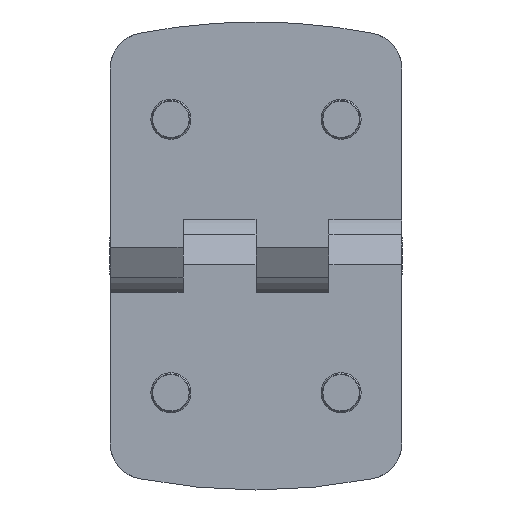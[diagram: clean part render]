
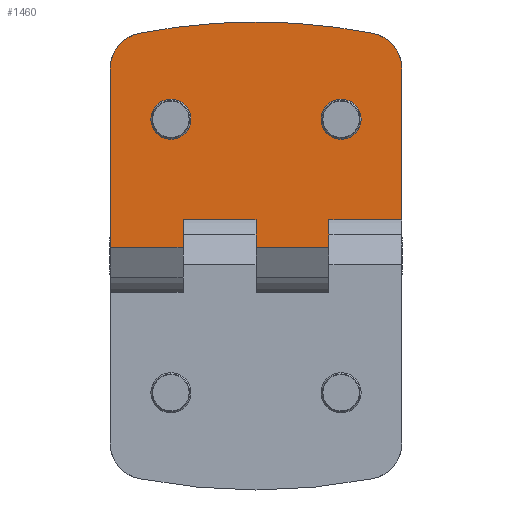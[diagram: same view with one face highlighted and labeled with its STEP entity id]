
A CAD part, left-side view. The second image highlights one B-rep face of the part: STEP entity #1460.
In plain terms, the highlighted planar face has unit normal (-1, 0, 0).
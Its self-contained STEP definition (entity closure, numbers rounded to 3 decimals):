
#92 = ORIENTED_EDGE ( 'NONE', *, *, #412, .T. ) ;
#132 = CARTESIAN_POINT ( 'NONE',  ( 0., 19.149, 36.649 ) ) ;
#137 = CIRCLE ( 'NONE', #949, 3.3 ) ;
#149 = FACE_OUTER_BOUND ( 'NONE', #2770, .T. ) ;
#164 = ORIENTED_EDGE ( 'NONE', *, *, #3882, .T. ) ;
#194 = CARTESIAN_POINT ( 'NONE',  ( 0., -14., 25.8 ) ) ;
#201 = VERTEX_POINT ( 'NONE', #2889 ) ;
#280 = EDGE_LOOP ( 'NONE', ( #1563, #2711 ) ) ;
#318 = DIRECTION ( 'NONE',  ( 0., 0., 1. ) ) ;
#326 = DIRECTION ( 'NONE',  ( 0., 0., 1. ) ) ;
#353 = ORIENTED_EDGE ( 'NONE', *, *, #3926, .F. ) ;
#363 = VERTEX_POINT ( 'NONE', #132 ) ;
#378 = DIRECTION ( 'NONE',  ( -1., 0., 0. ) ) ;
#401 = DIRECTION ( 'NONE',  ( 1., 0., 0. ) ) ;
#411 = ORIENTED_EDGE ( 'NONE', *, *, #4499, .T. ) ;
#412 = EDGE_CURVE ( 'NONE', #201, #5030, #4396, .T. ) ;
#419 = VERTEX_POINT ( 'NONE', #3448 ) ;
#435 = VECTOR ( 'NONE', #1341, 1000. ) ;
#573 = PLANE ( 'NONE',  #2819 ) ;
#632 = DIRECTION ( 'NONE',  ( -1., 0., 0. ) ) ;
#645 = DIRECTION ( 'NONE',  ( 0., -1., 0. ) ) ;
#767 = CARTESIAN_POINT ( 'NONE',  ( 0., -24., 30.761 ) ) ;
#809 = EDGE_LOOP ( 'NONE', ( #3306, #92 ) ) ;
#876 = ORIENTED_EDGE ( 'NONE', *, *, #914, .T. ) ;
#877 = AXIS2_PLACEMENT_3D ( 'NONE', #5233, #3174, #326 ) ;
#914 = EDGE_CURVE ( 'NONE', #1973, #2081, #3987, .T. ) ;
#934 = ORIENTED_EDGE ( 'NONE', *, *, #2311, .F. ) ;
#948 = VECTOR ( 'NONE', #2010, 1000. ) ;
#949 = AXIS2_PLACEMENT_3D ( 'NONE', #2920, #3384, #4550 ) ;
#976 = VERTEX_POINT ( 'NONE', #3742 ) ;
#1008 = DIRECTION ( 'NONE',  ( 0., 0., 1. ) ) ;
#1073 = VECTOR ( 'NONE', #645, 1000. ) ;
#1081 = VECTOR ( 'NONE', #2099, 1000. ) ;
#1190 = AXIS2_PLACEMENT_3D ( 'NONE', #4916, #401, #4503 ) ;
#1217 = LINE ( 'NONE', #4533, #1081 ) ;
#1231 = AXIS2_PLACEMENT_3D ( 'NONE', #1372, #632, #1407 ) ;
#1278 = DIRECTION ( 'NONE',  ( 1., 0., 0. ) ) ;
#1279 = CARTESIAN_POINT ( 'NONE',  ( 0., 0., 1.415 ) ) ;
#1285 = LINE ( 'NONE', #2194, #5333 ) ;
#1341 = DIRECTION ( 'NONE',  ( 0., 1., 0. ) ) ;
#1372 = CARTESIAN_POINT ( 'NONE',  ( 0., -18., 30.761 ) ) ;
#1385 = VERTEX_POINT ( 'NONE', #3340 ) ;
#1396 = CARTESIAN_POINT ( 'NONE',  ( 0., 14., 22.5 ) ) ;
#1407 = DIRECTION ( 'NONE',  ( 0., 0., 1. ) ) ;
#1460 = ADVANCED_FACE ( 'NONE', ( #4907, #1633, #149 ), #573, .T. ) ;
#1563 = ORIENTED_EDGE ( 'NONE', *, *, #3206, .T. ) ;
#1633 = FACE_BOUND ( 'NONE', #809, .T. ) ;
#1657 = CIRCLE ( 'NONE', #4620, 100. ) ;
#1662 = CIRCLE ( 'NONE', #2667, 3.3 ) ;
#1671 = VECTOR ( 'NONE', #1008, 1000. ) ;
#1817 = CARTESIAN_POINT ( 'NONE',  ( 0., -24., 1.7 ) ) ;
#1826 = DIRECTION ( 'NONE',  ( 0., 0., 1. ) ) ;
#1844 = DIRECTION ( 'NONE',  ( -1., 0., 0. ) ) ;
#1867 = CARTESIAN_POINT ( 'NONE',  ( 0., 18., 30.761 ) ) ;
#1973 = VERTEX_POINT ( 'NONE', #3372 ) ;
#1979 = CARTESIAN_POINT ( 'NONE',  ( 0., 12., 0. ) ) ;
#2010 = DIRECTION ( 'NONE',  ( 0., 1., 0. ) ) ;
#2026 = CARTESIAN_POINT ( 'NONE',  ( 0., 0., -61.5 ) ) ;
#2037 = CARTESIAN_POINT ( 'NONE',  ( 0., -14., 22.5 ) ) ;
#2081 = VERTEX_POINT ( 'NONE', #4286 ) ;
#2099 = DIRECTION ( 'NONE',  ( 0., 0., 1. ) ) ;
#2183 = LINE ( 'NONE', #3936, #1073 ) ;
#2194 = CARTESIAN_POINT ( 'NONE',  ( 0., 24., 6. ) ) ;
#2244 = DIRECTION ( 'NONE',  ( 1., 0., 0. ) ) ;
#2311 = EDGE_CURVE ( 'NONE', #1973, #5133, #3005, .T. ) ;
#2327 = EDGE_CURVE ( 'NONE', #4390, #363, #1657, .T. ) ;
#2337 = AXIS2_PLACEMENT_3D ( 'NONE', #1867, #3523, #2741 ) ;
#2396 = CARTESIAN_POINT ( 'NONE',  ( 0., 24., 1.415 ) ) ;
#2401 = EDGE_CURVE ( 'NONE', #2923, #4399, #3582, .T. ) ;
#2414 = CARTESIAN_POINT ( 'NONE',  ( 0., 0., 38.5 ) ) ;
#2424 = EDGE_CURVE ( 'NONE', #5133, #4305, #1217, .T. ) ;
#2667 = AXIS2_PLACEMENT_3D ( 'NONE', #2037, #1278, #4883 ) ;
#2711 = ORIENTED_EDGE ( 'NONE', *, *, #2856, .T. ) ;
#2712 = CARTESIAN_POINT ( 'NONE',  ( 0., 14., 19.2 ) ) ;
#2729 = VERTEX_POINT ( 'NONE', #767 ) ;
#2741 = DIRECTION ( 'NONE',  ( 0., 0., 1. ) ) ;
#2770 = EDGE_LOOP ( 'NONE', ( #3504, #4723, #3861, #934, #876, #3285, #5337, #4781, #411, #3946, #164, #353, #3209 ) ) ;
#2804 = DIRECTION ( 'NONE',  ( 0., 0., 1. ) ) ;
#2819 = AXIS2_PLACEMENT_3D ( 'NONE', #3481, #1844, #1826 ) ;
#2856 = EDGE_CURVE ( 'NONE', #419, #3297, #1662, .T. ) ;
#2889 = CARTESIAN_POINT ( 'NONE',  ( 0., 14., 25.8 ) ) ;
#2920 = CARTESIAN_POINT ( 'NONE',  ( 0., -14., 22.5 ) ) ;
#2923 = VERTEX_POINT ( 'NONE', #4779 ) ;
#2945 = EDGE_CURVE ( 'NONE', #2081, #1385, #2183, .T. ) ;
#3005 = LINE ( 'NONE', #2396, #948 ) ;
#3016 = CARTESIAN_POINT ( 'NONE',  ( 0., 12., 6. ) ) ;
#3105 = EDGE_CURVE ( 'NONE', #5030, #201, #4468, .T. ) ;
#3152 = AXIS2_PLACEMENT_3D ( 'NONE', #1396, #2244, #5101 ) ;
#3174 = DIRECTION ( 'NONE',  ( -1., 0., 0. ) ) ;
#3206 = EDGE_CURVE ( 'NONE', #3297, #419, #137, .T. ) ;
#3209 = ORIENTED_EDGE ( 'NONE', *, *, #2401, .F. ) ;
#3236 = DIRECTION ( 'NONE',  ( 0., 0., 1. ) ) ;
#3255 = LINE ( 'NONE', #1817, #1671 ) ;
#3258 = VECTOR ( 'NONE', #318, 1000. ) ;
#3285 = ORIENTED_EDGE ( 'NONE', *, *, #2945, .T. ) ;
#3297 = VERTEX_POINT ( 'NONE', #194 ) ;
#3306 = ORIENTED_EDGE ( 'NONE', *, *, #3105, .T. ) ;
#3308 = CIRCLE ( 'NONE', #877, 100. ) ;
#3340 = CARTESIAN_POINT ( 'NONE',  ( 0., -24., 6. ) ) ;
#3342 = EDGE_CURVE ( 'NONE', #2729, #4012, #4826, .T. ) ;
#3372 = CARTESIAN_POINT ( 'NONE',  ( 0., -12., 1.415 ) ) ;
#3384 = DIRECTION ( 'NONE',  ( 1., 0., 0. ) ) ;
#3399 = LINE ( 'NONE', #4011, #3258 ) ;
#3448 = CARTESIAN_POINT ( 'NONE',  ( 0., -14., 19.2 ) ) ;
#3481 = CARTESIAN_POINT ( 'NONE',  ( 0., 24., 1.7 ) ) ;
#3504 = ORIENTED_EDGE ( 'NONE', *, *, #4347, .T. ) ;
#3523 = DIRECTION ( 'NONE',  ( -1., 0., 0. ) ) ;
#3547 = CARTESIAN_POINT ( 'NONE',  ( 0., 0., 6. ) ) ;
#3582 = LINE ( 'NONE', #4095, #435 ) ;
#3715 = VECTOR ( 'NONE', #4972, 1000. ) ;
#3742 = CARTESIAN_POINT ( 'NONE',  ( 0., 24., 30.761 ) ) ;
#3861 = ORIENTED_EDGE ( 'NONE', *, *, #2424, .F. ) ;
#3864 = EDGE_CURVE ( 'NONE', #5240, #4305, #1285, .T. ) ;
#3882 = EDGE_CURVE ( 'NONE', #363, #976, #4551, .T. ) ;
#3926 = EDGE_CURVE ( 'NONE', #4399, #976, #3399, .T. ) ;
#3936 = CARTESIAN_POINT ( 'NONE',  ( 0., 24., 6. ) ) ;
#3946 = ORIENTED_EDGE ( 'NONE', *, *, #2327, .T. ) ;
#3987 = LINE ( 'NONE', #4422, #3715 ) ;
#4011 = CARTESIAN_POINT ( 'NONE',  ( 0., 24., 0. ) ) ;
#4012 = VERTEX_POINT ( 'NONE', #4963 ) ;
#4095 = CARTESIAN_POINT ( 'NONE',  ( 0., 24., 1.415 ) ) ;
#4245 = EDGE_CURVE ( 'NONE', #1385, #2729, #3255, .T. ) ;
#4286 = CARTESIAN_POINT ( 'NONE',  ( 0., -12., 6. ) ) ;
#4305 = VERTEX_POINT ( 'NONE', #3547 ) ;
#4347 = EDGE_CURVE ( 'NONE', #2923, #5240, #4876, .T. ) ;
#4390 = VERTEX_POINT ( 'NONE', #2414 ) ;
#4396 = CIRCLE ( 'NONE', #3152, 3.3 ) ;
#4399 = VERTEX_POINT ( 'NONE', #5286 ) ;
#4422 = CARTESIAN_POINT ( 'NONE',  ( 0., -12., 0. ) ) ;
#4468 = CIRCLE ( 'NONE', #1190, 3.3 ) ;
#4499 = EDGE_CURVE ( 'NONE', #4012, #4390, #3308, .T. ) ;
#4503 = DIRECTION ( 'NONE',  ( 0., 0., -1. ) ) ;
#4533 = CARTESIAN_POINT ( 'NONE',  ( 0., 0., 0. ) ) ;
#4550 = DIRECTION ( 'NONE',  ( 0., 0., 1. ) ) ;
#4551 = CIRCLE ( 'NONE', #2337, 6. ) ;
#4617 = VECTOR ( 'NONE', #2804, 1000. ) ;
#4620 = AXIS2_PLACEMENT_3D ( 'NONE', #2026, #378, #3236 ) ;
#4717 = DIRECTION ( 'NONE',  ( 0., -1., 0. ) ) ;
#4723 = ORIENTED_EDGE ( 'NONE', *, *, #3864, .T. ) ;
#4779 = CARTESIAN_POINT ( 'NONE',  ( 0., 12., 1.415 ) ) ;
#4781 = ORIENTED_EDGE ( 'NONE', *, *, #3342, .T. ) ;
#4826 = CIRCLE ( 'NONE', #1231, 6. ) ;
#4876 = LINE ( 'NONE', #1979, #4617 ) ;
#4883 = DIRECTION ( 'NONE',  ( 0., 0., 1. ) ) ;
#4907 = FACE_BOUND ( 'NONE', #280, .T. ) ;
#4916 = CARTESIAN_POINT ( 'NONE',  ( 0., 14., 22.5 ) ) ;
#4963 = CARTESIAN_POINT ( 'NONE',  ( 0., -19.149, 36.649 ) ) ;
#4972 = DIRECTION ( 'NONE',  ( 0., 0., 1. ) ) ;
#5030 = VERTEX_POINT ( 'NONE', #2712 ) ;
#5101 = DIRECTION ( 'NONE',  ( 0., 0., -1. ) ) ;
#5133 = VERTEX_POINT ( 'NONE', #1279 ) ;
#5233 = CARTESIAN_POINT ( 'NONE',  ( 0., 0., -61.5 ) ) ;
#5240 = VERTEX_POINT ( 'NONE', #3016 ) ;
#5286 = CARTESIAN_POINT ( 'NONE',  ( 0., 24., 1.415 ) ) ;
#5333 = VECTOR ( 'NONE', #4717, 1000. ) ;
#5337 = ORIENTED_EDGE ( 'NONE', *, *, #4245, .T. ) ;
